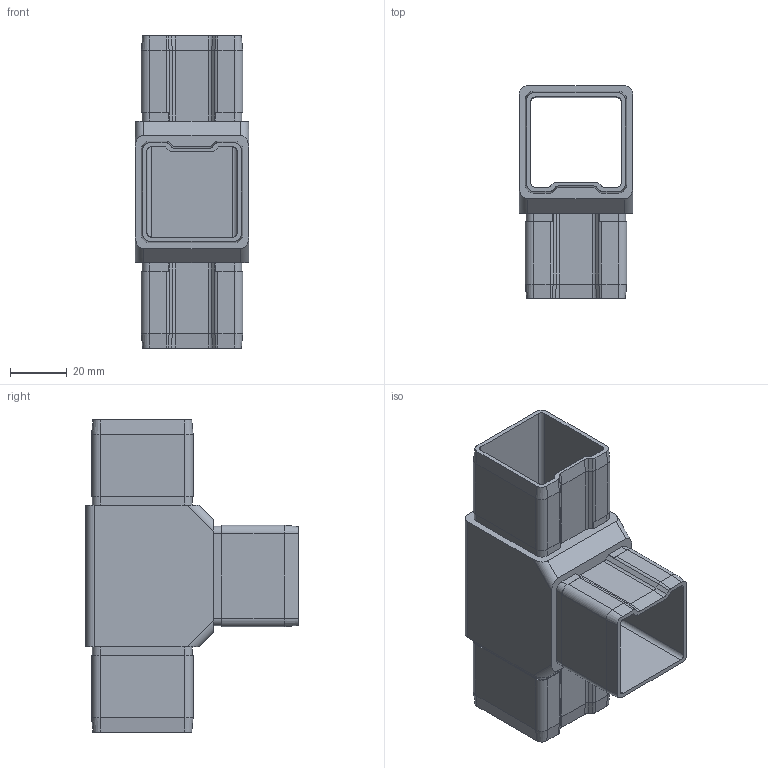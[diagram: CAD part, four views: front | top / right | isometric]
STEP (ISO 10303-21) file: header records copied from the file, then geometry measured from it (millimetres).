
FILE_DESCRIPTION (( 'STEP AP203' ), '1' );
FILE_NAME ('10134040.step', '2020-03-09T09:17:34', ( '' ), ( '' ), 'SwSTEP 2.0', 'SolidWorks 2015', '' );
FILE_SCHEMA (( 'CONFIG_CONTROL_DESIGN' ));
Length unit declared in the file: millimetre
Products named in the file (2): 10134040
Bounding box: 40 x 75 x 110 mm (x, y, z)
Volume: 50240.2 mm3; surface area: 38815.7 mm2
Topology: 1 solids, 1 shells, 467 faces, 1176 edges, 729 vertices
Faces by surface type: plane 250, bspline 101, cylinder 86, cone 24, sphere 6
Entity records: 19190 total; most frequent: CARTESIAN_POINT 8594, ORIENTED_EDGE 2336, DIRECTION 1847, EDGE_CURVE 1168, LINE 779, VECTOR 779, VERTEX_POINT 729, AXIS2_PLACEMENT_3D 534
